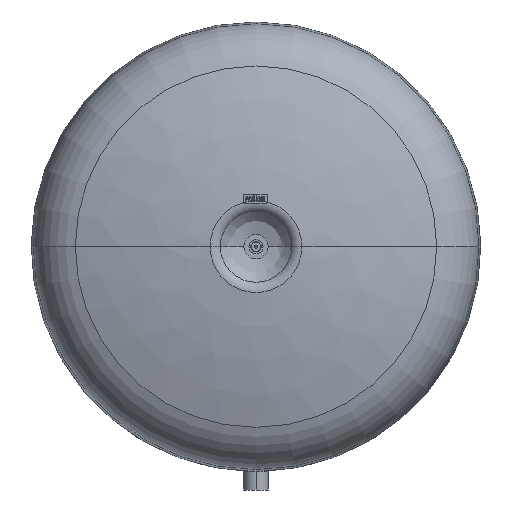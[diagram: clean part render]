
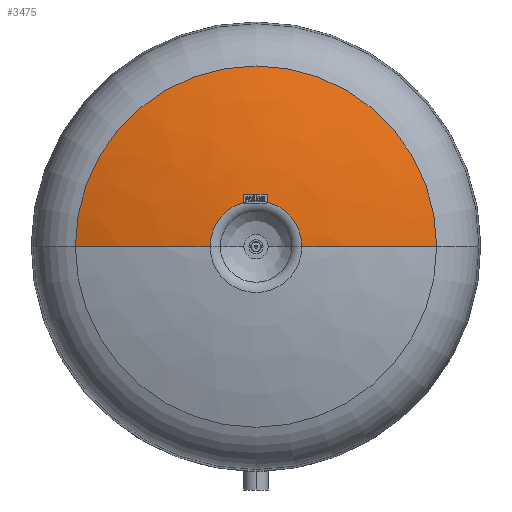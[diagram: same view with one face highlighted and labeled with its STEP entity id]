
A CAD part, front view. The second image highlights one B-rep face of the part: STEP entity #3475.
In plain terms, the highlighted free-form (B-spline) face has degree [2, 2] with [3, 9] control points.
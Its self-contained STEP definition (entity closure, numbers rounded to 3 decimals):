
#3004=CARTESIAN_POINT('',(49.,-193.,260.));
#3005=VERTEX_POINT('',#3004);
#3020=CARTESIAN_POINT('',(-49.,-193.,260.));
#3021=VERTEX_POINT('',#3020);
#3074=CARTESIAN_POINT('',(193.,-165.,260.));
#3075=VERTEX_POINT('',#3074);
#3076=CARTESIAN_POINT('',(-0.352,445.094,260.));
#3077=DIRECTION('',(0.0,0.0,1.0));
#3078=DIRECTION('',(1.0,0.0,0.0));
#3079=AXIS2_PLACEMENT_3D('',#3076,#3077,#3078);
#3080=CIRCLE('',#3079,640.0);
#3081=EDGE_CURVE('',#3005,#3075,#3080,.T.);
#3084=CARTESIAN_POINT('',(-193.,-165.,260.));
#3085=VERTEX_POINT('',#3084);
#3086=CARTESIAN_POINT('',(0.352,445.094,260.));
#3087=DIRECTION('',(0.0,0.0,-1.0));
#3088=DIRECTION('',(-1.0,0.0,0.0));
#3089=AXIS2_PLACEMENT_3D('',#3086,#3087,#3088);
#3090=CIRCLE('',#3089,640.0);
#3091=EDGE_CURVE('',#3021,#3085,#3090,.T.);
#3399=CARTESIAN_POINT('',(0.,-165.,453.));
#3400=VERTEX_POINT('',#3399);
#3401=CARTESIAN_POINT('',(0.,-165.,260.));
#3402=DIRECTION('',(0.0,-1.0,0.0));
#3403=DIRECTION('',(0.0,0.0,1.0));
#3404=AXIS2_PLACEMENT_3D('',#3401,#3402,#3403);
#3405=CIRCLE('',#3404,193.);
#3406=EDGE_CURVE('',#3400,#3085,#3405,.T.);
#3408=CARTESIAN_POINT('',(0.,-165.,260.));
#3409=DIRECTION('',(0.0,-1.0,0.0));
#3410=DIRECTION('',(0.0,0.0,1.0));
#3411=AXIS2_PLACEMENT_3D('',#3408,#3409,#3410);
#3412=CIRCLE('',#3411,193.);
#3413=EDGE_CURVE('',#3075,#3400,#3412,.T.);
#3418=CARTESIAN_POINT('',(-193.,-165.,260.));
#3419=CARTESIAN_POINT('',(-122.615,-187.306,260.));
#3420=CARTESIAN_POINT('',(-49.,-193.,260.));
#3421=CARTESIAN_POINT('',(-193.,-165.,453.));
#3422=CARTESIAN_POINT('',(-122.615,-187.306,382.615));
#3423=CARTESIAN_POINT('',(-49.,-193.,309.));
#3424=CARTESIAN_POINT('',(0.,-165.,453.));
#3425=CARTESIAN_POINT('',(0.,-187.306,382.615));
#3426=CARTESIAN_POINT('',(0.,-193.,309.));
#3427=CARTESIAN_POINT('',(193.,-165.,453.));
#3428=CARTESIAN_POINT('',(122.615,-187.306,382.615));
#3429=CARTESIAN_POINT('',(49.,-193.,309.));
#3430=CARTESIAN_POINT('',(193.,-165.,260.0));
#3431=CARTESIAN_POINT('',(122.615,-187.306,260.0));
#3432=CARTESIAN_POINT('',(49.,-193.,260.));
#3433=CARTESIAN_POINT('',(193.,-165.,67.));
#3434=CARTESIAN_POINT('',(122.615,-187.306,137.385));
#3435=CARTESIAN_POINT('',(49.,-193.,211.));
#3436=CARTESIAN_POINT('',(0.,-165.,67.));
#3437=CARTESIAN_POINT('',(0.,-187.306,137.385));
#3438=CARTESIAN_POINT('',(0.,-193.,211.));
#3439=CARTESIAN_POINT('',(-193.,-165.,67.));
#3440=CARTESIAN_POINT('',(-122.615,-187.306,137.385));
#3441=CARTESIAN_POINT('',(-49.,-193.,211.));
#3442=CARTESIAN_POINT('',(-193.,-165.,260.));
#3443=CARTESIAN_POINT('',(-122.615,-187.306,260.));
#3444=CARTESIAN_POINT('',(-49.,-193.,260.));
#3452=(BOUNDED_SURFACE()B_SPLINE_SURFACE(2,2,((#3418,#3421,#3424,#3427,#3430,#3433,#3436,#3439,#3442),(#3419,#3422,#3425,#3428,#3431,#3434,#3437,#3440,#3443),(#3420,#3423,#3426,#3429,#3432,#3435,#3438,#3441,#3444)),.UNSPECIFIED.,.F.,.T.,.U.)B_SPLINE_SURFACE_WITH_KNOTS((3,3),(3,2,2,2,3),(1.264,1.494),(0.0,1.571,3.142,4.712,6.283),.UNSPECIFIED.)GEOMETRIC_REPRESENTATION_ITEM()RATIONAL_B_SPLINE_SURFACE(((1.0,0.707,1.0,0.707,1.0,0.707,1.0,0.707,1.0),(0.993,0.702,0.993,0.702,0.993,0.702,0.993,0.702,0.993),(1.0,0.707,1.0,0.707,1.0,0.707,1.0,0.707,1.0)))REPRESENTATION_ITEM('')SURFACE());
#3453=ORIENTED_EDGE('',*,*,#3081,.T.);
#3454=ORIENTED_EDGE('',*,*,#3413,.T.);
#3455=ORIENTED_EDGE('',*,*,#3406,.T.);
#3456=ORIENTED_EDGE('',*,*,#3091,.F.);
#3457=CARTESIAN_POINT('',(0.,-193.,309.));
#3458=VERTEX_POINT('',#3457);
#3459=CARTESIAN_POINT('',(0.,-193.,260.));
#3460=DIRECTION('',(0.0,-1.0,0.0));
#3461=DIRECTION('',(0.0,0.0,1.0));
#3462=AXIS2_PLACEMENT_3D('',#3459,#3460,#3461);
#3463=CIRCLE('',#3462,49.);
#3464=EDGE_CURVE('',#3458,#3021,#3463,.T.);
#3465=ORIENTED_EDGE('',*,*,#3464,.F.);
#3466=CARTESIAN_POINT('',(0.,-193.,260.));
#3467=DIRECTION('',(0.0,-1.0,0.0));
#3468=DIRECTION('',(0.0,0.0,1.0));
#3469=AXIS2_PLACEMENT_3D('',#3466,#3467,#3468);
#3470=CIRCLE('',#3469,49.);
#3471=EDGE_CURVE('',#3005,#3458,#3470,.T.);
#3472=ORIENTED_EDGE('',*,*,#3471,.F.);
#3473=EDGE_LOOP('',(#3453,#3454,#3455,#3456,#3465,#3472));
#3474=FACE_OUTER_BOUND('',#3473,.T.);
#3475=ADVANCED_FACE('',(#3474),#3452,.T.);
